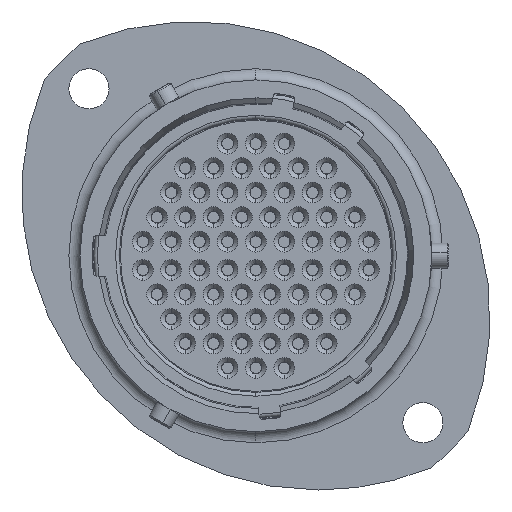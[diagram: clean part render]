
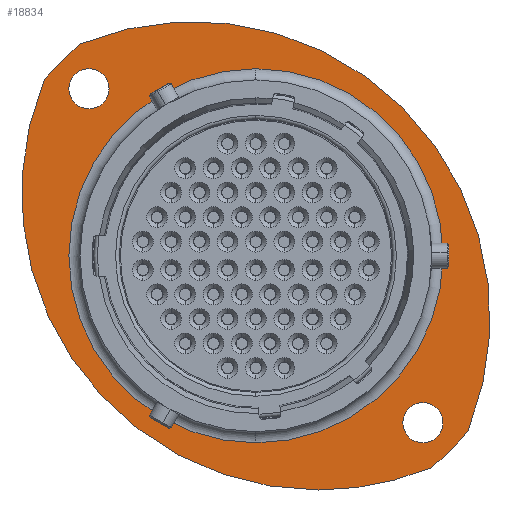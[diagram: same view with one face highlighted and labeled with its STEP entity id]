
A CAD part, left-side view. The second image highlights one B-rep face of the part: STEP entity #18834.
In plain terms, the highlighted planar face has unit normal (-1, 0, 0).
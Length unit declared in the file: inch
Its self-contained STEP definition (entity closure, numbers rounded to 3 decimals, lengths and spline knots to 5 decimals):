
#3119 = CARTESIAN_POINT ( 'NONE',  ( -0.00586, 0.65547, -0.45629 ) ) ;
#3120 = DIRECTION ( 'NONE',  ( -1., 0., 0. ) ) ;
#3121 = DIRECTION ( 'NONE',  ( 0., 0., 1. ) ) ;
#8545 = CARTESIAN_POINT ( 'NONE',  ( -0.00586, 0.65547, 0.13938 ) ) ;
#8567 = CARTESIAN_POINT ( 'NONE',  ( -0.00586, 0.09682, -1.13103 ) ) ;
#8579 = CARTESIAN_POINT ( 'NONE',  ( -0.00586, 0.12374, -1.05199 ) ) ;
#8581 = CARTESIAN_POINT ( 'NONE',  ( -0.00586, 1.18719, 0.1394 ) ) ;
#8583 = CARTESIAN_POINT ( 'NONE',  ( -0.00586, 0.65547, -1.05196 ) ) ;
#8587 = CARTESIAN_POINT ( 'NONE',  ( -0.00586, 0.12374, -0.92404 ) ) ;
#8609 = CARTESIAN_POINT ( 'NONE',  ( -0.00586, 0.45642, -1.20213 ) ) ;
#8697 = CARTESIAN_POINT ( 'NONE',  ( -0.00586, 1.18719, 0.01145 ) ) ;
#16524 = VERTEX_POINT ( 'NONE', #63191 ) ;
#16641 = VERTEX_POINT ( 'NONE', #63345 ) ;
#16861 = VERTEX_POINT ( 'NONE', #63703 ) ;
#17575 = ORIENTED_EDGE ( 'NONE', *, *, #31221, .F. ) ;
#17576 = ORIENTED_EDGE ( 'NONE', *, *, #30934, .F. ) ;
#17577 = ORIENTED_EDGE ( 'NONE', *, *, #31270, .F. ) ;
#17578 = ORIENTED_EDGE ( 'NONE', *, *, #30919, .F. ) ;
#17579 = ORIENTED_EDGE ( 'NONE', *, *, #31279, .T. ) ;
#17580 = ORIENTED_EDGE ( 'NONE', *, *, #31219, .T. ) ;
#17581 = ORIENTED_EDGE ( 'NONE', *, *, #31107, .T. ) ;
#17582 = ORIENTED_EDGE ( 'NONE', *, *, #31242, .T. ) ;
#17583 = ORIENTED_EDGE ( 'NONE', *, *, #30820, .T. ) ;
#17584 = ORIENTED_EDGE ( 'NONE', *, *, #30968, .T. ) ;
#17585 = ORIENTED_EDGE ( 'NONE', *, *, #31234, .T. ) ;
#18834 = ADVANCED_FACE ( 'NONE', ( #25096, #25098, #25100, #25102 ), #25095, .F. ) ;
#22524 = EDGE_LOOP ( 'NONE', ( #17579, #17580 ) ) ;
#22567 = EDGE_LOOP ( 'NONE', ( #17581, #17582, #17583, #17584, #17585 ) ) ;
#22570 = EDGE_LOOP ( 'NONE', ( #17577, #17578 ) ) ;
#22582 = EDGE_LOOP ( 'NONE', ( #17575, #17576 ) ) ;
#22677 = VERTEX_POINT ( 'NONE', #8545 ) ;
#22683 = VERTEX_POINT ( 'NONE', #8567 ) ;
#22689 = VERTEX_POINT ( 'NONE', #8579 ) ;
#22690 = VERTEX_POINT ( 'NONE', #8581 ) ;
#22691 = VERTEX_POINT ( 'NONE', #8583 ) ;
#22693 = VERTEX_POINT ( 'NONE', #8587 ) ;
#22704 = VERTEX_POINT ( 'NONE', #8609 ) ;
#22748 = VERTEX_POINT ( 'NONE', #8697 ) ;
#24196 = AXIS2_PLACEMENT_3D ( 'NONE', #25112, #25113, #25114 ) ;
#25095 = PLANE ( 'NONE',  #24196 ) ;
#25096 = FACE_BOUND ( 'NONE', #22582, .T. ) ;
#25098 = FACE_BOUND ( 'NONE', #22570, .T. ) ;
#25100 = FACE_BOUND ( 'NONE', #22524, .T. ) ;
#25102 = FACE_OUTER_BOUND ( 'NONE', #22567, .T. ) ;
#25112 = CARTESIAN_POINT ( 'NONE',  ( -0.00586, 1.2157, -0.45629 ) ) ;
#25113 = DIRECTION ( 'NONE',  ( 1., 0., 0. ) ) ;
#25114 = DIRECTION ( 'NONE',  ( 0., 0., -1. ) ) ;
#30820 = EDGE_CURVE ( 'NONE', #22683, #16861, #66918, .T. ) ;
#30919 = EDGE_CURVE ( 'NONE', #22693, #22689, #66990, .T. ) ;
#30934 = EDGE_CURVE ( 'NONE', #22690, #22748, #66999, .T. ) ;
#30968 = EDGE_CURVE ( 'NONE', #16861, #16524, #67019, .T. ) ;
#31107 = EDGE_CURVE ( 'NONE', #16641, #22704, #67116, .T. ) ;
#31219 = EDGE_CURVE ( 'NONE', #22677, #22691, #56277, .T. ) ;
#31221 = EDGE_CURVE ( 'NONE', #22748, #22690, #56248, .T. ) ;
#31234 = EDGE_CURVE ( 'NONE', #16524, #16641, #56312, .T. ) ;
#31242 = EDGE_CURVE ( 'NONE', #22704, #22683, #56325, .T. ) ;
#31270 = EDGE_CURVE ( 'NONE', #22689, #22693, #56368, .T. ) ;
#31279 = EDGE_CURVE ( 'NONE', #22691, #22677, #56388, .T. ) ;
#56248 = CIRCLE ( 'NONE', #56288, 0.06398 ) ;
#56277 = CIRCLE ( 'NONE', #56282, 0.59567 ) ;
#56282 = AXIS2_PLACEMENT_3D ( 'NONE', #65088, #65089, #65090 ) ;
#56288 = AXIS2_PLACEMENT_3D ( 'NONE', #65092, #65093, #65094 ) ;
#56312 = CIRCLE ( 'NONE', #56315, 0.87598 ) ;
#56315 = AXIS2_PLACEMENT_3D ( 'NONE', #65111, #65112, #65113 ) ;
#56325 = CIRCLE ( 'NONE', #56332, 0.94488 ) ;
#56332 = AXIS2_PLACEMENT_3D ( 'NONE', #65123, #65124, #65125 ) ;
#56368 = CIRCLE ( 'NONE', #56377, 0.06398 ) ;
#56377 = AXIS2_PLACEMENT_3D ( 'NONE', #65163, #65164, #65165 ) ;
#56388 = CIRCLE ( 'NONE', #56394, 0.59567 ) ;
#56394 = AXIS2_PLACEMENT_3D ( 'NONE', #65175, #65176, #65177 ) ;
#63191 = CARTESIAN_POINT ( 'NONE',  ( -0.00586, 1.21411, 0.21844 ) ) ;
#63345 = CARTESIAN_POINT ( 'NONE',  ( -0.00586, 1.3302, 0.10235 ) ) ;
#63703 = CARTESIAN_POINT ( 'NONE',  ( -0.00586, -0.01927, -1.01494 ) ) ;
#64542 = CARTESIAN_POINT ( 'NONE',  ( -0.00586, 0.12374, -0.98802 ) ) ;
#64543 = DIRECTION ( 'NONE',  ( -1., 0., 0. ) ) ;
#64544 = DIRECTION ( 'NONE',  ( 0., 0., -1. ) ) ;
#64568 = CARTESIAN_POINT ( 'NONE',  ( -0.00586, 1.18719, 0.07543 ) ) ;
#64569 = DIRECTION ( 'NONE',  ( -1., 0., 0. ) ) ;
#64570 = DIRECTION ( 'NONE',  ( 0., 0., -1. ) ) ;
#64614 = CARTESIAN_POINT ( 'NONE',  ( -0.00586, 0.85451, -0.65534 ) ) ;
#64615 = DIRECTION ( 'NONE',  ( -1., 0., 0. ) ) ;
#64616 = DIRECTION ( 'NONE',  ( 0., 0., -1. ) ) ;
#64900 = CARTESIAN_POINT ( 'NONE',  ( -0.00586, 0.45642, -0.25725 ) ) ;
#64901 = DIRECTION ( 'NONE',  ( -1., 0., 0. ) ) ;
#64902 = DIRECTION ( 'NONE',  ( 0., 0., -1. ) ) ;
#65088 = CARTESIAN_POINT ( 'NONE',  ( -0.00586, 0.65547, -0.45629 ) ) ;
#65089 = DIRECTION ( 'NONE',  ( 1., 0., 0. ) ) ;
#65090 = DIRECTION ( 'NONE',  ( 0., 0., -1. ) ) ;
#65092 = CARTESIAN_POINT ( 'NONE',  ( -0.00586, 1.18719, 0.07543 ) ) ;
#65093 = DIRECTION ( 'NONE',  ( -1., 0., 0. ) ) ;
#65094 = DIRECTION ( 'NONE',  ( 0., 0., -1. ) ) ;
#65111 = CARTESIAN_POINT ( 'NONE',  ( -0.00586, 0.65547, -0.45629 ) ) ;
#65112 = DIRECTION ( 'NONE',  ( -1., 0., 0. ) ) ;
#65113 = DIRECTION ( 'NONE',  ( 0., 0., 1. ) ) ;
#65123 = CARTESIAN_POINT ( 'NONE',  ( -0.00586, 0.45642, -0.25725 ) ) ;
#65124 = DIRECTION ( 'NONE',  ( -1., 0., 0. ) ) ;
#65125 = DIRECTION ( 'NONE',  ( 0., 0., -1. ) ) ;
#65163 = CARTESIAN_POINT ( 'NONE',  ( -0.00586, 0.12374, -0.98802 ) ) ;
#65164 = DIRECTION ( 'NONE',  ( -1., 0., 0. ) ) ;
#65165 = DIRECTION ( 'NONE',  ( 0., 0., -1. ) ) ;
#65175 = CARTESIAN_POINT ( 'NONE',  ( -0.00586, 0.65547, -0.45629 ) ) ;
#65176 = DIRECTION ( 'NONE',  ( 1., 0., 0. ) ) ;
#65177 = DIRECTION ( 'NONE',  ( 0., 0., -1. ) ) ;
#66918 = CIRCLE ( 'NONE', #66926, 0.87598 ) ;
#66926 = AXIS2_PLACEMENT_3D ( 'NONE', #3119, #3120, #3121 ) ;
#66990 = CIRCLE ( 'NONE', #66993, 0.06398 ) ;
#66993 = AXIS2_PLACEMENT_3D ( 'NONE', #64542, #64543, #64544 ) ;
#66999 = CIRCLE ( 'NONE', #67002, 0.06398 ) ;
#67002 = AXIS2_PLACEMENT_3D ( 'NONE', #64568, #64569, #64570 ) ;
#67019 = CIRCLE ( 'NONE', #67028, 0.94488 ) ;
#67028 = AXIS2_PLACEMENT_3D ( 'NONE', #64614, #64615, #64616 ) ;
#67116 = CIRCLE ( 'NONE', #67117, 0.94488 ) ;
#67117 = AXIS2_PLACEMENT_3D ( 'NONE', #64900, #64901, #64902 ) ;
